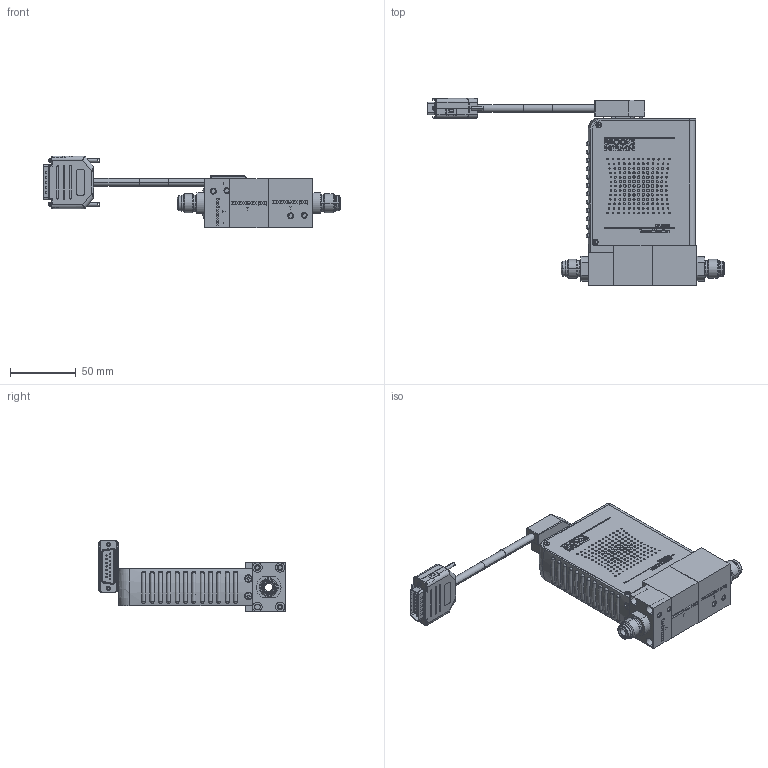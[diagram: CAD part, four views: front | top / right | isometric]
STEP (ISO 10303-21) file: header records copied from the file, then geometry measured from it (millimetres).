
FILE_DESCRIPTION (( 'STEP AP203' ), '1' );
FILE_NAME ('GF120-CXXC-VX-BX.STEP', '2014-05-02T20:32:06', ( 'mrutkowski' ), ( 'Hewlett-Packard Company' ), 'SwSTEP 2.0', 'SolidWorks 2012', '' );
FILE_SCHEMA (( 'CONFIG_CONTROL_DESIGN' ));
Products named in the file (1): GF120-CXXC-VX-BX
Bounding box: 225.63 x 142.12 x 54.7 mm (x, y, z)
Surface area: 77401 mm2 (no closed solid volume)
Topology: 0 solids, 599 shells, 1142 faces, 6049 edges, 5364 vertices
Faces by surface type: plane 565, cylinder 403, bspline 68, torus 58, cone 40, sphere 8
Entity records: 78053 total; most frequent: CARTESIAN_POINT 32959, DIRECTION 8967, ORIENTED_EDGE 6993, EDGE_CURVE 6005, VERTEX_POINT 5364, VECTOR 3045, LINE 3045, AXIS2_PLACEMENT_3D 2961
